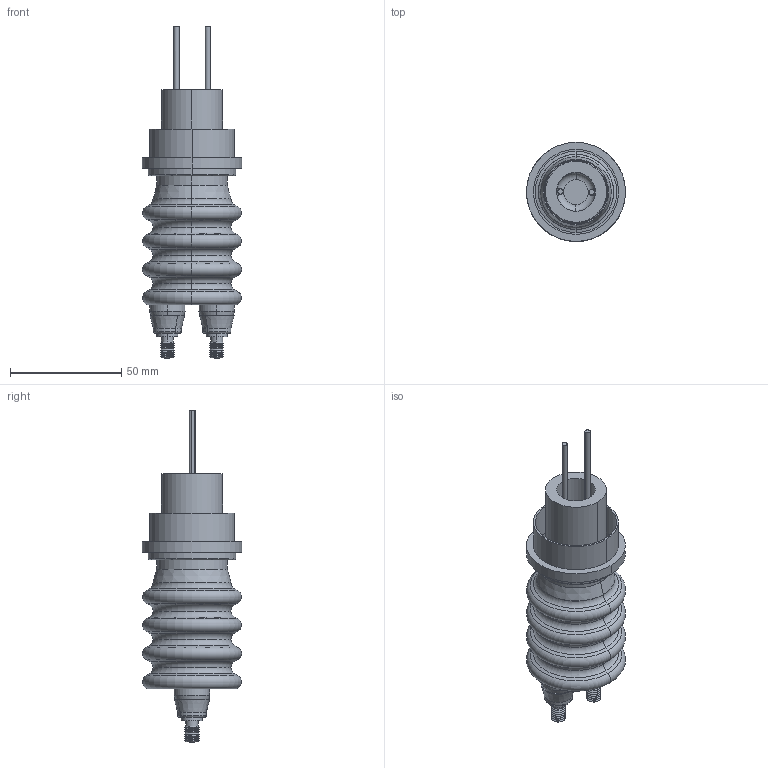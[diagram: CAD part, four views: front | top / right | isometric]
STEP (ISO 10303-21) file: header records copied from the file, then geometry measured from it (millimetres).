
FILE_DESCRIPTION (( 'STEP AP203' ), '1' );
FILE_NAME ('A2090-1-W.STEP', '2013-06-11T12:47:00', ( '' ), ( '' ), 'SwSTEP 2.0', 'SolidWorks 2012', '' );
FILE_SCHEMA (( 'CONFIG_CONTROL_DESIGN' ));
Length unit declared in the file: inch
Products named in the file (1): A2090-1-W
Bounding box: 44.45 x 44.45 x 148.91 mm (x, y, z)
Volume: 79182.2 mm3; surface area: 31237.8 mm2
Topology: 1 solids, 1 shells, 252 faces, 530 edges, 298 vertices
Faces by surface type: cone 120, cylinder 64, torus 40, plane 28
Entity records: 6971 total; most frequent: CARTESIAN_POINT 1345, DIRECTION 1334, ORIENTED_EDGE 1060, AXIS2_PLACEMENT_3D 575, EDGE_CURVE 530, CIRCLE 322, VERTEX_POINT 298, EDGE_LOOP 270
